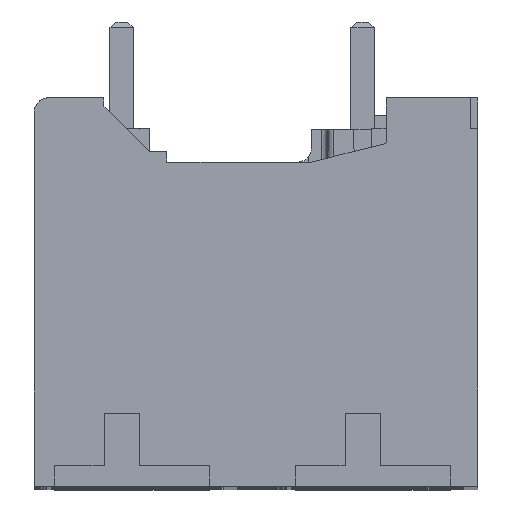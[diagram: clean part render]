
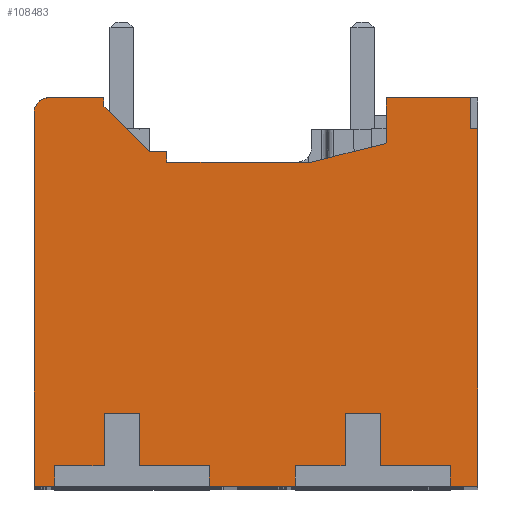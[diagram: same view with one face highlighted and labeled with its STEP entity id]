
A CAD part, top view. The second image highlights one B-rep face of the part: STEP entity #108483.
In plain terms, the highlighted planar face has unit normal (0, 0, 1).
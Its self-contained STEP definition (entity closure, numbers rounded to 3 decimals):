
#27229=DIRECTION('',(0.,1.,0.));
#27230=VECTOR('',#27229,12.25);
#27231=CARTESIAN_POINT('',(12.2,0.,2.2));
#27232=LINE('',#27231,#27230);
#28258=DIRECTION('',(-1.,0.,0.));
#28259=VECTOR('',#28258,4.959);
#28260=CARTESIAN_POINT('',(6.505,11.1,2.2));
#28261=LINE('',#28260,#28259);
#32800=DIRECTION('',(0.707,0.707,0.));
#32801=VECTOR('',#32800,0.039);
#32802=CARTESIAN_POINT('',(9.032,11.732,2.2));
#32803=LINE('',#32802,#32801);
#32804=DIRECTION('',(0.,1.,0.));
#32805=VECTOR('',#32804,1.541);
#32806=CARTESIAN_POINT('',(9.059,11.759,2.2));
#32807=LINE('',#32806,#32805);
#32808=DIRECTION('',(1.,0.,0.));
#32809=VECTOR('',#32808,2.878);
#32810=CARTESIAN_POINT('',(9.059,13.3,2.2));
#32811=LINE('',#32810,#32809);
#32812=DIRECTION('',(0.,-1.,0.));
#32813=VECTOR('',#32812,1.05);
#32814=CARTESIAN_POINT('',(11.938,13.3,2.2));
#32815=LINE('',#32814,#32813);
#32816=DIRECTION('',(-1.,0.,0.));
#32817=VECTOR('',#32816,0.95);
#32818=CARTESIAN_POINT('',(12.2,0.,2.2));
#32819=LINE('',#32818,#32817);
#32820=DIRECTION('',(0.,1.,0.));
#32821=VECTOR('',#32820,0.7);
#32822=CARTESIAN_POINT('',(11.25,0.,2.2));
#32823=LINE('',#32822,#32821);
#32824=DIRECTION('',(0.,1.,0.));
#32825=VECTOR('',#32824,1.8);
#32826=CARTESIAN_POINT('',(8.85,0.7,2.2));
#32827=LINE('',#32826,#32825);
#32828=DIRECTION('',(-1.,0.,0.));
#32829=VECTOR('',#32828,2.95);
#32830=CARTESIAN_POINT('',(5.95,0.,2.2));
#32831=LINE('',#32830,#32829);
#32832=DIRECTION('',(0.,1.,0.));
#32833=VECTOR('',#32832,0.7);
#32834=CARTESIAN_POINT('',(3.,0.,2.2));
#32835=LINE('',#32834,#32833);
#32836=DIRECTION('',(0.,1.,0.));
#32837=VECTOR('',#32836,1.8);
#32838=CARTESIAN_POINT('',(0.6,0.7,2.2));
#32839=LINE('',#32838,#32837);
#32840=DIRECTION('',(-1.,0.,0.));
#32841=VECTOR('',#32840,0.7);
#32842=CARTESIAN_POINT('',(-2.3,0.,2.2));
#32843=LINE('',#32842,#32841);
#32844=CARTESIAN_POINT('',(-2.5,12.8,2.2));
#32845=DIRECTION('',(0.,0.,-1.));
#32846=DIRECTION('',(-1.,0.,0.));
#32847=AXIS2_PLACEMENT_3D('',#32844,#32845,#32846);
#32849=DIRECTION('',(1.,0.,0.));
#32850=VECTOR('',#32849,1.895);
#32851=CARTESIAN_POINT('',(-2.5,13.3,2.2));
#32852=LINE('',#32851,#32850);
#32853=DIRECTION('',(0.,-1.,0.));
#32854=VECTOR('',#32853,0.295);
#32855=CARTESIAN_POINT('',(-0.605,13.3,2.2));
#32856=LINE('',#32855,#32854);
#32857=DIRECTION('',(0.707,-0.707,0.));
#32858=VECTOR('',#32857,2.199);
#32859=CARTESIAN_POINT('',(-0.605,13.005,2.2));
#32860=LINE('',#32859,#32858);
#32861=DIRECTION('',(1.,0.,0.));
#32862=VECTOR('',#32861,0.596);
#32863=CARTESIAN_POINT('',(0.949,11.451,2.2));
#32864=LINE('',#32863,#32862);
#32865=DIRECTION('',(0.,-1.,0.));
#32866=VECTOR('',#32865,0.351);
#32867=CARTESIAN_POINT('',(1.546,11.451,2.2));
#32868=LINE('',#32867,#32866);
#32869=DIRECTION('',(0.97,0.243,0.));
#32870=VECTOR('',#32869,2.604);
#32871=CARTESIAN_POINT('',(6.505,11.1,2.2));
#32872=LINE('',#32871,#32870);
#42405=DIRECTION('',(-1.,0.,0.));
#42406=VECTOR('',#42405,0.262);
#42407=CARTESIAN_POINT('',(12.2,12.25,2.2));
#42408=LINE('',#42407,#42406);
#42421=DIRECTION('',(1.,0.,0.));
#42422=VECTOR('',#42421,2.4);
#42423=CARTESIAN_POINT('',(8.85,0.7,2.2));
#42424=LINE('',#42423,#42422);
#42469=DIRECTION('',(1.,0.,0.));
#42470=VECTOR('',#42469,1.7);
#42471=CARTESIAN_POINT('',(5.95,0.7,2.2));
#42472=LINE('',#42471,#42470);
#42473=DIRECTION('',(0.,1.,0.));
#42474=VECTOR('',#42473,1.8);
#42475=CARTESIAN_POINT('',(7.65,0.7,2.2));
#42476=LINE('',#42475,#42474);
#42481=DIRECTION('',(1.,0.,0.));
#42482=VECTOR('',#42481,1.2);
#42483=CARTESIAN_POINT('',(7.65,2.5,2.2));
#42484=LINE('',#42483,#42482);
#42489=DIRECTION('',(0.,1.,0.));
#42490=VECTOR('',#42489,0.7);
#42491=CARTESIAN_POINT('',(5.95,0.,2.2));
#42492=LINE('',#42491,#42490);
#42501=DIRECTION('',(1.,0.,0.));
#42502=VECTOR('',#42501,2.4);
#42503=CARTESIAN_POINT('',(0.6,0.7,2.2));
#42504=LINE('',#42503,#42502);
#42549=DIRECTION('',(1.,0.,0.));
#42550=VECTOR('',#42549,1.7);
#42551=CARTESIAN_POINT('',(-2.3,0.7,2.2));
#42552=LINE('',#42551,#42550);
#42553=DIRECTION('',(0.,1.,0.));
#42554=VECTOR('',#42553,1.8);
#42555=CARTESIAN_POINT('',(-0.6,0.7,2.2));
#42556=LINE('',#42555,#42554);
#42561=DIRECTION('',(1.,0.,0.));
#42562=VECTOR('',#42561,1.2);
#42563=CARTESIAN_POINT('',(-0.6,2.5,2.2));
#42564=LINE('',#42563,#42562);
#42569=DIRECTION('',(0.,1.,0.));
#42570=VECTOR('',#42569,0.7);
#42571=CARTESIAN_POINT('',(-2.3,0.,2.2));
#42572=LINE('',#42571,#42570);
#42577=DIRECTION('',(0.,-1.,0.));
#42578=VECTOR('',#42577,12.8);
#42579=CARTESIAN_POINT('',(-3.,12.8,2.2));
#42580=LINE('',#42579,#42578);
#49815=CARTESIAN_POINT('',(-3.,0.,2.2));
#49816=VERTEX_POINT('',#49815);
#49817=CARTESIAN_POINT('',(-2.3,0.,2.2));
#49818=VERTEX_POINT('',#49817);
#49823=CARTESIAN_POINT('',(3.,0.,2.2));
#49824=VERTEX_POINT('',#49823);
#49825=CARTESIAN_POINT('',(5.95,0.,2.2));
#49826=VERTEX_POINT('',#49825);
#49831=CARTESIAN_POINT('',(11.25,0.,2.2));
#49832=VERTEX_POINT('',#49831);
#49833=CARTESIAN_POINT('',(12.2,0.,2.2));
#49834=VERTEX_POINT('',#49833);
#50195=CARTESIAN_POINT('',(12.2,12.25,2.2));
#50196=VERTEX_POINT('',#50195);
#50201=CARTESIAN_POINT('',(9.032,11.732,2.2));
#50202=CARTESIAN_POINT('',(9.059,11.759,2.2));
#50203=VERTEX_POINT('',#50201);
#50204=VERTEX_POINT('',#50202);
#50205=CARTESIAN_POINT('',(9.059,13.3,2.2));
#50206=VERTEX_POINT('',#50205);
#50207=CARTESIAN_POINT('',(11.938,13.3,2.2));
#50208=VERTEX_POINT('',#50207);
#50209=CARTESIAN_POINT('',(11.938,12.25,2.2));
#50210=VERTEX_POINT('',#50209);
#50211=CARTESIAN_POINT('',(11.25,0.7,2.2));
#50212=VERTEX_POINT('',#50211);
#50213=CARTESIAN_POINT('',(8.85,0.7,2.2));
#50214=VERTEX_POINT('',#50213);
#50215=CARTESIAN_POINT('',(8.85,2.5,2.2));
#50216=VERTEX_POINT('',#50215);
#50217=CARTESIAN_POINT('',(7.65,2.5,2.2));
#50218=VERTEX_POINT('',#50217);
#50219=CARTESIAN_POINT('',(7.65,0.7,2.2));
#50220=VERTEX_POINT('',#50219);
#50221=CARTESIAN_POINT('',(5.95,0.7,2.2));
#50222=VERTEX_POINT('',#50221);
#50223=CARTESIAN_POINT('',(3.,0.7,2.2));
#50224=VERTEX_POINT('',#50223);
#50225=CARTESIAN_POINT('',(0.6,0.7,2.2));
#50226=VERTEX_POINT('',#50225);
#50227=CARTESIAN_POINT('',(0.6,2.5,2.2));
#50228=VERTEX_POINT('',#50227);
#50229=CARTESIAN_POINT('',(-0.6,2.5,2.2));
#50230=VERTEX_POINT('',#50229);
#50231=CARTESIAN_POINT('',(-0.6,0.7,2.2));
#50232=VERTEX_POINT('',#50231);
#50233=CARTESIAN_POINT('',(-2.3,0.7,2.2));
#50234=VERTEX_POINT('',#50233);
#50235=CARTESIAN_POINT('',(-3.,12.8,2.2));
#50236=VERTEX_POINT('',#50235);
#50237=CARTESIAN_POINT('',(-2.5,13.3,2.2));
#50238=VERTEX_POINT('',#50237);
#50239=CARTESIAN_POINT('',(-0.605,13.3,2.2));
#50240=VERTEX_POINT('',#50239);
#50241=CARTESIAN_POINT('',(-0.605,13.005,2.2));
#50242=VERTEX_POINT('',#50241);
#50243=CARTESIAN_POINT('',(0.949,11.451,2.2));
#50244=VERTEX_POINT('',#50243);
#50245=CARTESIAN_POINT('',(1.546,11.451,2.2));
#50246=VERTEX_POINT('',#50245);
#50247=CARTESIAN_POINT('',(1.546,11.1,2.2));
#50248=VERTEX_POINT('',#50247);
#50249=CARTESIAN_POINT('',(6.505,11.1,2.2));
#50250=VERTEX_POINT('',#50249);
#108424=CARTESIAN_POINT('',(0.,0.,2.2));
#108425=DIRECTION('',(0.,0.,1.));
#108426=DIRECTION('',(1.,0.,0.));
#108427=AXIS2_PLACEMENT_3D('',#108424,#108425,#108426);
#108428=PLANE('',#108427);
#108430=ORIENTED_EDGE('',*,*,#108429,.T.);
#108431=ORIENTED_EDGE('',*,*,#102376,.T.);
#108432=ORIENTED_EDGE('',*,*,#102353,.T.);
#108434=ORIENTED_EDGE('',*,*,#108433,.T.);
#108436=ORIENTED_EDGE('',*,*,#108435,.F.);
#108437=ORIENTED_EDGE('',*,*,#102041,.F.);
#108438=ORIENTED_EDGE('',*,*,#64161,.T.);
#108440=ORIENTED_EDGE('',*,*,#108439,.T.);
#108442=ORIENTED_EDGE('',*,*,#108441,.F.);
#108444=ORIENTED_EDGE('',*,*,#108443,.T.);
#108446=ORIENTED_EDGE('',*,*,#108445,.F.);
#108448=ORIENTED_EDGE('',*,*,#108447,.F.);
#108450=ORIENTED_EDGE('',*,*,#108449,.F.);
#108452=ORIENTED_EDGE('',*,*,#108451,.F.);
#108453=ORIENTED_EDGE('',*,*,#64153,.T.);
#108455=ORIENTED_EDGE('',*,*,#108454,.T.);
#108457=ORIENTED_EDGE('',*,*,#108456,.F.);
#108459=ORIENTED_EDGE('',*,*,#108458,.T.);
#108461=ORIENTED_EDGE('',*,*,#108460,.F.);
#108463=ORIENTED_EDGE('',*,*,#108462,.F.);
#108465=ORIENTED_EDGE('',*,*,#108464,.F.);
#108467=ORIENTED_EDGE('',*,*,#108466,.F.);
#108468=ORIENTED_EDGE('',*,*,#64145,.T.);
#108470=ORIENTED_EDGE('',*,*,#108469,.F.);
#108471=ORIENTED_EDGE('',*,*,#108417,.T.);
#108472=ORIENTED_EDGE('',*,*,#104703,.T.);
#108473=ORIENTED_EDGE('',*,*,#104684,.T.);
#108475=ORIENTED_EDGE('',*,*,#108474,.T.);
#108476=ORIENTED_EDGE('',*,*,#103667,.T.);
#108477=ORIENTED_EDGE('',*,*,#103628,.T.);
#108478=ORIENTED_EDGE('',*,*,#103066,.F.);
#108480=ORIENTED_EDGE('',*,*,#108479,.T.);
#108481=EDGE_LOOP('',(#108430,#108431,#108432,#108434,#108436,#108437,#108438,
#108440,#108442,#108444,#108446,#108448,#108450,#108452,#108453,#108455,#108457,
#108459,#108461,#108463,#108465,#108467,#108468,#108470,#108471,#108472,#108473,
#108475,#108476,#108477,#108478,#108480));
#108482=FACE_OUTER_BOUND('',#108481,.F.);
#108483=ADVANCED_FACE('',(#108482),#108428,.T.);
#32848=CIRCLE('',#32847,0.5);
#64145=EDGE_CURVE('',#49818,#49816,#32843,.T.);
#64153=EDGE_CURVE('',#49826,#49824,#32831,.T.);
#64161=EDGE_CURVE('',#49834,#49832,#32819,.T.);
#102041=EDGE_CURVE('',#49834,#50196,#27232,.T.);
#102353=EDGE_CURVE('',#50206,#50208,#32811,.T.);
#102376=EDGE_CURVE('',#50204,#50206,#32807,.T.);
#103066=EDGE_CURVE('',#50250,#50248,#28261,.T.);
#103628=EDGE_CURVE('',#50246,#50248,#32868,.T.);
#103667=EDGE_CURVE('',#50244,#50246,#32864,.T.);
#104684=EDGE_CURVE('',#50240,#50242,#32856,.T.);
#104703=EDGE_CURVE('',#50238,#50240,#32852,.T.);
#108417=EDGE_CURVE('',#50236,#50238,#32848,.T.);
#108429=EDGE_CURVE('',#50203,#50204,#32803,.T.);
#108433=EDGE_CURVE('',#50208,#50210,#32815,.T.);
#108435=EDGE_CURVE('',#50196,#50210,#42408,.T.);
#108439=EDGE_CURVE('',#49832,#50212,#32823,.T.);
#108441=EDGE_CURVE('',#50214,#50212,#42424,.T.);
#108443=EDGE_CURVE('',#50214,#50216,#32827,.T.);
#108445=EDGE_CURVE('',#50218,#50216,#42484,.T.);
#108447=EDGE_CURVE('',#50220,#50218,#42476,.T.);
#108449=EDGE_CURVE('',#50222,#50220,#42472,.T.);
#108451=EDGE_CURVE('',#49826,#50222,#42492,.T.);
#108454=EDGE_CURVE('',#49824,#50224,#32835,.T.);
#108456=EDGE_CURVE('',#50226,#50224,#42504,.T.);
#108458=EDGE_CURVE('',#50226,#50228,#32839,.T.);
#108460=EDGE_CURVE('',#50230,#50228,#42564,.T.);
#108462=EDGE_CURVE('',#50232,#50230,#42556,.T.);
#108464=EDGE_CURVE('',#50234,#50232,#42552,.T.);
#108466=EDGE_CURVE('',#49818,#50234,#42572,.T.);
#108469=EDGE_CURVE('',#50236,#49816,#42580,.T.);
#108474=EDGE_CURVE('',#50242,#50244,#32860,.T.);
#108479=EDGE_CURVE('',#50250,#50203,#32872,.T.);
